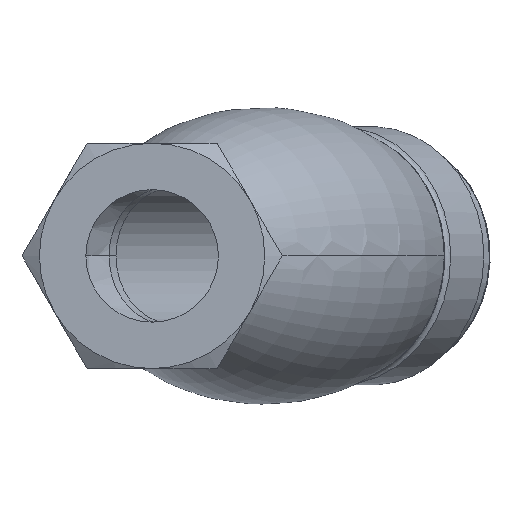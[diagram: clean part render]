
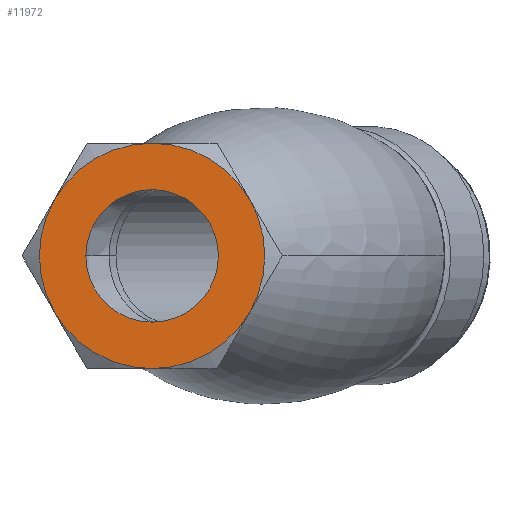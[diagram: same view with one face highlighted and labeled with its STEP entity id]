
A CAD part, left-side view. The second image highlights one B-rep face of the part: STEP entity #11972.
In plain terms, the highlighted planar face has unit normal (-1, 0, 0).
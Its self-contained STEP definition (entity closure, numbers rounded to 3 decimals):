
#278 = DIRECTION ( 'NONE',  ( 0., 0., 1. ) ) ;
#297 = DIRECTION ( 'NONE',  ( -1., 0., 0. ) ) ;
#298 = CARTESIAN_POINT ( 'NONE',  ( 0., 0., 0. ) ) ;
#299 = AXIS2_PLACEMENT_3D ( 'NONE', #298, #297, #278 ) ;
#300 = CIRCLE ( 'NONE', #299, 12.059 ) ;
#302 = DIRECTION ( 'NONE',  ( 0., 0., -1. ) ) ;
#303 = DIRECTION ( 'NONE',  ( 1., 0., 0. ) ) ;
#304 = CARTESIAN_POINT ( 'NONE',  ( 0., -11.836, 20.5 ) ) ;
#305 = AXIS2_PLACEMENT_3D ( 'NONE', #304, #303, #302 ) ;
#306 = PLANE ( 'NONE',  #305 ) ;
#318 = FACE_BOUND ( 'NONE', #11971, .T. ) ;
#319 = FACE_OUTER_BOUND ( 'NONE', #13581, .T. ) ;
#10927 = DIRECTION ( 'NONE',  ( 0., 0., -1. ) ) ;
#10928 = DIRECTION ( 'NONE',  ( 1., 0., 0. ) ) ;
#10929 = CARTESIAN_POINT ( 'NONE',  ( 0., 0., 0. ) ) ;
#10930 = AXIS2_PLACEMENT_3D ( 'NONE', #10929, #10928, #10927 ) ;
#10931 = CIRCLE ( 'NONE', #10930, 20.5 ) ;
#10932 = CARTESIAN_POINT ( 'NONE',  ( 0., -17.754, -10.25 ) ) ;
#11086 = CIRCLE ( 'NONE', #11133, 20.5 ) ;
#11102 = CARTESIAN_POINT ( 'NONE',  ( 0., 17.754, 10.25 ) ) ;
#11103 = DIRECTION ( 'NONE',  ( 0., 0., -1. ) ) ;
#11104 = DIRECTION ( 'NONE',  ( 1., 0., 0. ) ) ;
#11105 = CARTESIAN_POINT ( 'NONE',  ( 0., 0., 0. ) ) ;
#11106 = AXIS2_PLACEMENT_3D ( 'NONE', #11105, #11104, #11103 ) ;
#11107 = CIRCLE ( 'NONE', #11106, 20.5 ) ;
#11129 = CARTESIAN_POINT ( 'NONE',  ( 0., 17.754, -10.25 ) ) ;
#11130 = DIRECTION ( 'NONE',  ( 0., 0., -1. ) ) ;
#11131 = DIRECTION ( 'NONE',  ( 1., 0., 0. ) ) ;
#11132 = CARTESIAN_POINT ( 'NONE',  ( 0., 0., 0. ) ) ;
#11133 = AXIS2_PLACEMENT_3D ( 'NONE', #11132, #11131, #11130 ) ;
#11197 = DIRECTION ( 'NONE',  ( 0., 0., -1. ) ) ;
#11198 = DIRECTION ( 'NONE',  ( 1., 0., 0. ) ) ;
#11199 = CARTESIAN_POINT ( 'NONE',  ( 0., 0., 0. ) ) ;
#11200 = AXIS2_PLACEMENT_3D ( 'NONE', #11199, #11198, #11197 ) ;
#11202 = CIRCLE ( 'NONE', #11200, 20.5 ) ;
#11763 = CARTESIAN_POINT ( 'NONE',  ( 0., 0., -20.5 ) ) ;
#11816 = DIRECTION ( 'NONE',  ( 0., 0., -1. ) ) ;
#11817 = DIRECTION ( 'NONE',  ( 1., 0., 0. ) ) ;
#11818 = CARTESIAN_POINT ( 'NONE',  ( 0., 0., 0. ) ) ;
#11819 = AXIS2_PLACEMENT_3D ( 'NONE', #11818, #11817, #11816 ) ;
#11820 = CIRCLE ( 'NONE', #11819, 20.5 ) ;
#11971 = EDGE_LOOP ( 'NONE', ( #11973, #13563 ) ) ;
#11972 = ADVANCED_FACE ( 'NONE', ( #318, #319 ), #306, .F. ) ;
#11973 = ORIENTED_EDGE ( 'NONE', *, *, #11974, .F. ) ;
#11974 = EDGE_CURVE ( 'NONE', #14326, #14360, #300, .T. ) ;
#13418 = EDGE_CURVE ( 'NONE', #13419, #13566, #10931, .T. ) ;
#13419 = VERTEX_POINT ( 'NONE', #10932 ) ;
#13462 = EDGE_CURVE ( 'NONE', #13463, #13586, #11107, .T. ) ;
#13463 = VERTEX_POINT ( 'NONE', #11102 ) ;
#13465 = ORIENTED_EDGE ( 'NONE', *, *, #13467, .F. ) ;
#13467 = EDGE_CURVE ( 'NONE', #13469, #13463, #11086, .T. ) ;
#13469 = VERTEX_POINT ( 'NONE', #11129 ) ;
#13471 = ORIENTED_EDGE ( 'NONE', *, *, #13473, .F. ) ;
#13473 = EDGE_CURVE ( 'NONE', #13566, #13469, #11202, .T. ) ;
#13563 = ORIENTED_EDGE ( 'NONE', *, *, #14362, .F. ) ;
#13566 = VERTEX_POINT ( 'NONE', #11763 ) ;
#13569 = ORIENTED_EDGE ( 'NONE', *, *, #13570, .F. ) ;
#13570 = EDGE_CURVE ( 'NONE', #13583, #13419, #11820, .T. ) ;
#13581 = EDGE_LOOP ( 'NONE', ( #13596, #13569, #13584, #13588, #13465, #13471 ) ) ;
#13583 = VERTEX_POINT ( 'NONE', #15180 ) ;
#13584 = ORIENTED_EDGE ( 'NONE', *, *, #13585, .F. ) ;
#13585 = EDGE_CURVE ( 'NONE', #13586, #13583, #15177, .T. ) ;
#13586 = VERTEX_POINT ( 'NONE', #15178 ) ;
#13588 = ORIENTED_EDGE ( 'NONE', *, *, #13462, .F. ) ;
#13596 = ORIENTED_EDGE ( 'NONE', *, *, #13418, .F. ) ;
#14326 = VERTEX_POINT ( 'NONE', #18168 ) ;
#14360 = VERTEX_POINT ( 'NONE', #18240 ) ;
#14362 = EDGE_CURVE ( 'NONE', #14360, #14326, #18239, .T. ) ;
#15173 = DIRECTION ( 'NONE',  ( 0., 0., -1. ) ) ;
#15174 = DIRECTION ( 'NONE',  ( 1., 0., 0. ) ) ;
#15175 = CARTESIAN_POINT ( 'NONE',  ( 0., 0., 0. ) ) ;
#15176 = AXIS2_PLACEMENT_3D ( 'NONE', #15175, #15174, #15173 ) ;
#15177 = CIRCLE ( 'NONE', #15176, 20.5 ) ;
#15178 = CARTESIAN_POINT ( 'NONE',  ( 0., 0., 20.5 ) ) ;
#15180 = CARTESIAN_POINT ( 'NONE',  ( 0., -17.754, 10.25 ) ) ;
#18168 = CARTESIAN_POINT ( 'NONE',  ( 0., 0., 12.059 ) ) ;
#18235 = DIRECTION ( 'NONE',  ( 0., 0., 1. ) ) ;
#18236 = DIRECTION ( 'NONE',  ( -1., 0., 0. ) ) ;
#18237 = CARTESIAN_POINT ( 'NONE',  ( 0., 0., 0. ) ) ;
#18238 = AXIS2_PLACEMENT_3D ( 'NONE', #18237, #18236, #18235 ) ;
#18239 = CIRCLE ( 'NONE', #18238, 12.059 ) ;
#18240 = CARTESIAN_POINT ( 'NONE',  ( 0., 0., -12.059 ) ) ;
